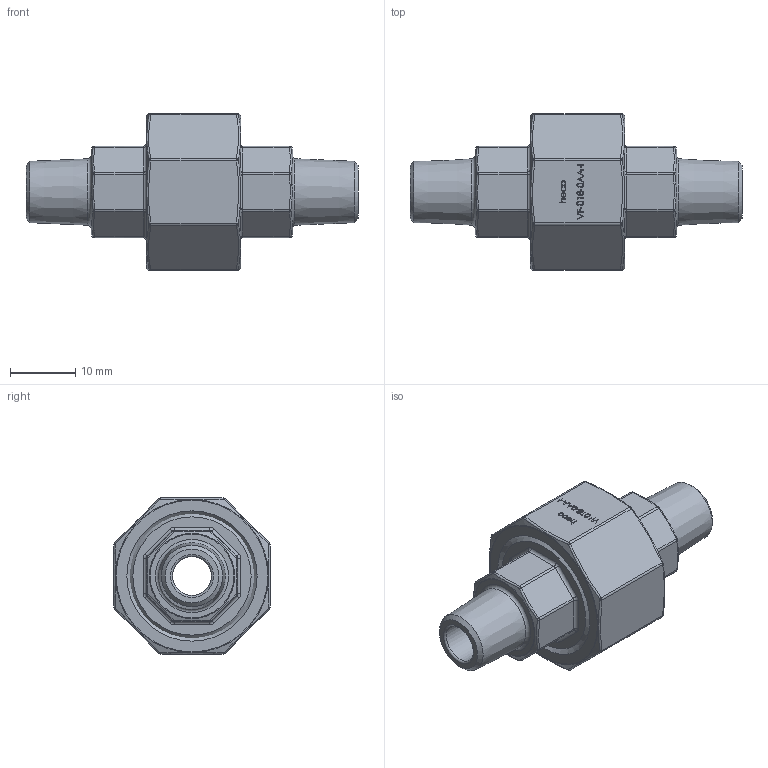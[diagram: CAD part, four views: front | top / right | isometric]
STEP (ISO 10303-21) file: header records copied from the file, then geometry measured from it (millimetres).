
FILE_DESCRIPTION (( 'STEP AP214' ), '1' );
FILE_NAME ('VF-018-0AA-I Verschraubung flach 2201.STEP', '2022-01-26T12:35:24', ( '' ), ( '' ), 'SwSTEP 2.0', 'SolidWorks 2019', '' );
FILE_SCHEMA (( 'AUTOMOTIVE_DESIGN' ));
Length unit declared in the file: millimetre
Products named in the file (1): VF-018-0AA-I Verschraubung flach 2201
Bounding box: 51 x 24 x 24 mm (x, y, z)
Volume: 8959.5 mm3; surface area: 6934.7 mm2
Topology: 4 solids, 4 shells, 394 faces, 956 edges, 599 vertices
Faces by surface type: bspline 158, plane 143, cylinder 51, torus 29, cone 13
Full cylindrical faces by diameter (mm): 6 x2, 10.5 x1, 11 x2, 15.5 x1, 15.7 x1, 18 x2, 18.38 x1, 20 x1
Entity records: 20653 total; most frequent: CARTESIAN_POINT 8399, ORIENTED_EDGE 1790, DIRECTION 1228, EDGE_CURVE 895, VERTEX_POINT 583, EDGE_LOOP 476, AXIS2_PLACEMENT_3D 428, FACE_OUTER_BOUND 426
